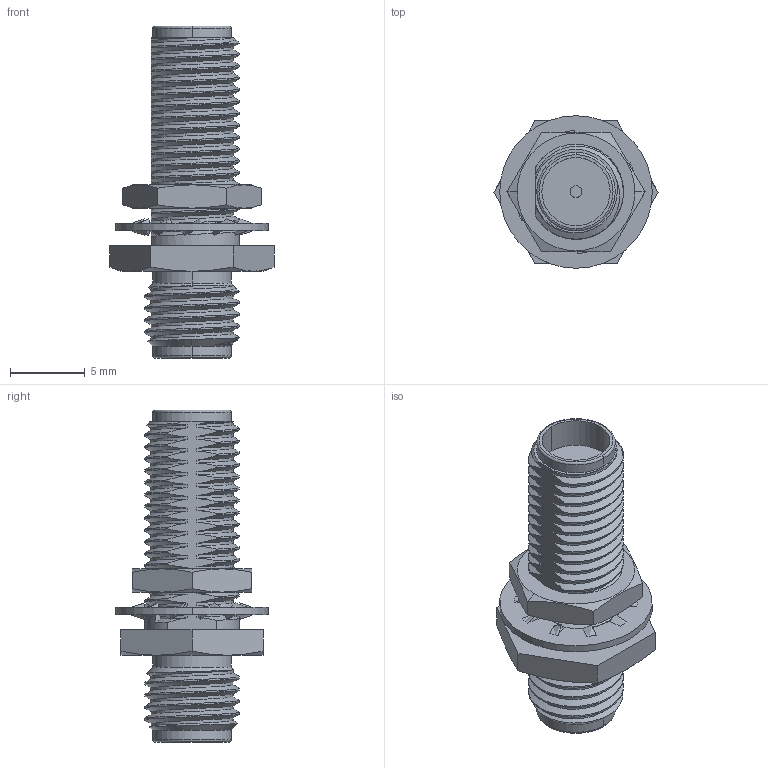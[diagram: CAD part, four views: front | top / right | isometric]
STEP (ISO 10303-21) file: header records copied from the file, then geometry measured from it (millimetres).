
FILE_DESCRIPTION((''),'2;1');
FILE_NAME('C-ADP-SMAF-SMAF-B-G','2024-02-15T09:35:02',('workeradm'),('TE Connectivity Ltd.'),'CREO PARAMETRIC BY PTC INC, 2021072','CREO PARAMETRIC BY PTC INC, 2021072','');
FILE_SCHEMA(('AUTOMOTIVE_DESIGN { 1 0 10303 214 1 1 1 1 }'));
Length unit declared in the file: millimetre
Products named in the file (1): C-ADP-SMAF-SMAF-B-G
Bounding box: 10.97 x 10.2 x 22.2 mm (x, y, z)
Volume: 677.4 mm3; surface area: 981.4 mm2
Topology: 1 solids, 1 shells, 231 faces, 597 edges, 400 vertices
Faces by surface type: bspline 97, cylinder 64, plane 49, cone 17, torus 4
Entity records: 19550 total; most frequent: CARTESIAN_POINT 14450, ORIENTED_EDGE 1192, DIRECTION 678, EDGE_CURVE 596, VERTEX_POINT 398, B_SPLINE_CURVE_WITH_KNOTS 273, EDGE_LOOP 262, VECTOR 240
